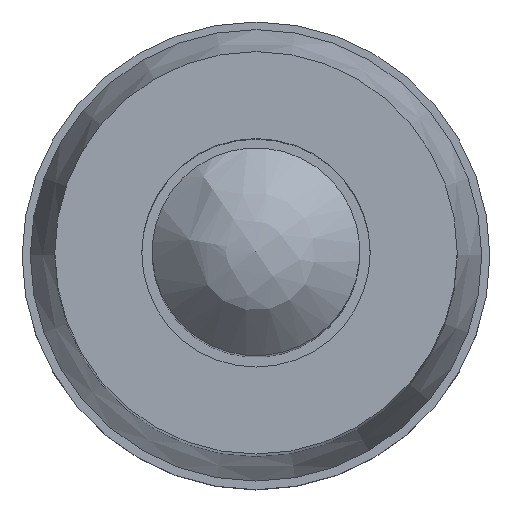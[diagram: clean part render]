
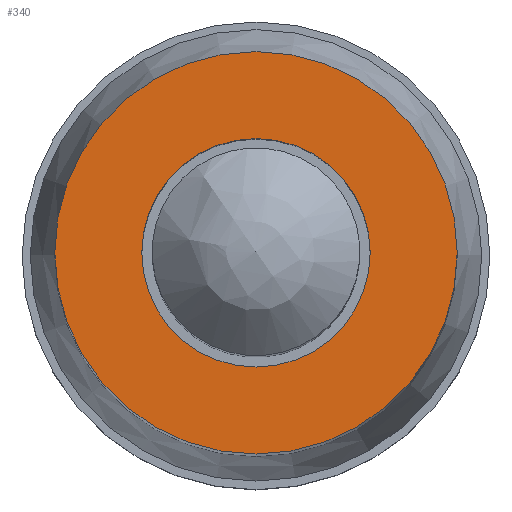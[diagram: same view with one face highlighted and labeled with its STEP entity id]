
A CAD part, top view. The second image highlights one B-rep face of the part: STEP entity #340.
In plain terms, the highlighted planar face has unit normal (0, 0, 1).
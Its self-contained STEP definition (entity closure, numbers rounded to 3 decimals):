
#34=PLANE($,#394);
#57=FACE_BOUND($,#126,.T.);
#81=FACE_OUTER_BOUND($,#125,.T.);
#125=EDGE_LOOP($,(#275));
#126=EDGE_LOOP($,(#276));
#158=CIRCLE($,#371,0.267);
#161=CIRCLE($,#377,0.47);
#188=VERTEX_POINT($,#552);
#191=VERTEX_POINT($,#561);
#219=EDGE_CURVE($,#188,#188,#158,.T.);
#222=EDGE_CURVE($,#191,#191,#161,.T.);
#275=ORIENTED_EDGE($,*,*,#222,.F.);
#276=ORIENTED_EDGE($,*,*,#219,.F.);
#340=ADVANCED_FACE($,(#81,#57),#34,.F.);
#371=AXIS2_PLACEMENT_3D($,#553,#434,#435);
#377=AXIS2_PLACEMENT_3D($,#562,#446,#447);
#394=AXIS2_PLACEMENT_3D($,#587,#480,#481);
#434=DIRECTION('center_axis',(0.,0.,
1.));
#435=DIRECTION('ref_axis',(-1.,0.,0.));
#446=DIRECTION('center_axis',(0.,0.,
-1.));
#447=DIRECTION('ref_axis',(1.,0.,0.));
#480=DIRECTION('center_axis',(0.,0.,
-1.));
#481=DIRECTION('ref_axis',(1.,0.,0.));
#552=CARTESIAN_POINT('',(-0.267,0.,4.724));
#553=CARTESIAN_POINT('Origin',(0.,0.,
4.724));
#561=CARTESIAN_POINT('',(0.47,0.,4.724));
#562=CARTESIAN_POINT('Origin',(0.,0.,
4.724));
#587=CARTESIAN_POINT('Origin',(0.,-0.47,
4.724));
